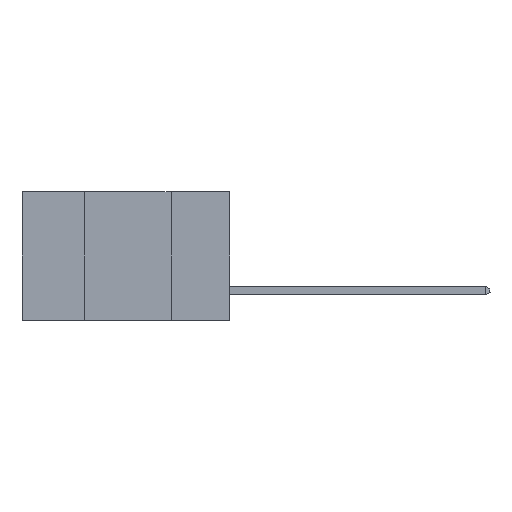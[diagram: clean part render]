
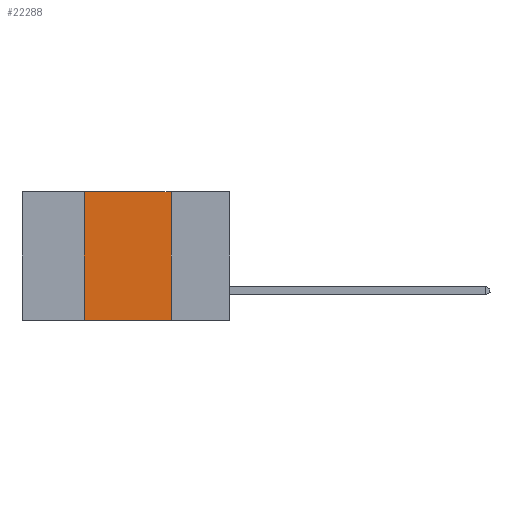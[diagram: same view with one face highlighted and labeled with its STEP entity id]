
A CAD part, left-side view. The second image highlights one B-rep face of the part: STEP entity #22288.
In plain terms, the highlighted planar face has unit normal (-1, 0, 0).
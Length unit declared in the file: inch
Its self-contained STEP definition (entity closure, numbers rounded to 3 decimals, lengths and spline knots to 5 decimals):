
#488 = CARTESIAN_POINT ( 'NONE',  ( 0., 0.6, 0. ) ) ;
#566 = DIRECTION ( 'NONE',  ( 0., 0., -1. ) ) ;
#1224 = LINE ( 'NONE', #17508, #16609 ) ;
#2794 = EDGE_CURVE ( 'NONE', #11315, #17809, #12884, .T. ) ;
#2943 = VECTOR ( 'NONE', #21057, 39.37008 ) ;
#3149 = LINE ( 'NONE', #11891, #12501 ) ;
#3158 = ORIENTED_EDGE ( 'NONE', *, *, #2794, .F. ) ;
#4317 = VERTEX_POINT ( 'NONE', #4746 ) ;
#4746 = CARTESIAN_POINT ( 'NONE',  ( 0., 0.17, -0.37 ) ) ;
#5813 = DIRECTION ( 'NONE',  ( 1., 0., 0. ) ) ;
#5912 = ORIENTED_EDGE ( 'NONE', *, *, #10672, .F. ) ;
#6802 = LINE ( 'NONE', #13575, #2943 ) ;
#6833 = DIRECTION ( 'NONE',  ( 0., 0., -1. ) ) ;
#7521 = CARTESIAN_POINT ( 'NONE',  ( 0., 0.6, 0. ) ) ;
#8659 = VERTEX_POINT ( 'NONE', #18266 ) ;
#8693 = EDGE_CURVE ( 'NONE', #8659, #11315, #6802, .T. ) ;
#8861 = CARTESIAN_POINT ( 'NONE',  ( 0., 0.42, 0. ) ) ;
#10213 = EDGE_CURVE ( 'NONE', #8659, #4317, #1224, .T. ) ;
#10672 = EDGE_CURVE ( 'NONE', #17809, #4317, #3149, .T. ) ;
#11098 = PLANE ( 'NONE',  #12203 ) ;
#11249 = ORIENTED_EDGE ( 'NONE', *, *, #10213, .T. ) ;
#11315 = VERTEX_POINT ( 'NONE', #8861 ) ;
#11891 = CARTESIAN_POINT ( 'NONE',  ( 0., 0.17, 0. ) ) ;
#12203 = AXIS2_PLACEMENT_3D ( 'NONE', #488, #5813, #566 ) ;
#12501 = VECTOR ( 'NONE', #6833, 39.37008 ) ;
#12884 = LINE ( 'NONE', #7521, #20511 ) ;
#13575 = CARTESIAN_POINT ( 'NONE',  ( 0., 0.42, 0. ) ) ;
#14665 = FACE_OUTER_BOUND ( 'NONE', #21491, .T. ) ;
#15549 = DIRECTION ( 'NONE',  ( 0., -1., 0. ) ) ;
#16609 = VECTOR ( 'NONE', #15549, 39.37008 ) ;
#17148 = ORIENTED_EDGE ( 'NONE', *, *, #8693, .F. ) ;
#17508 = CARTESIAN_POINT ( 'NONE',  ( 0., 0.6, -0.37 ) ) ;
#17809 = VERTEX_POINT ( 'NONE', #20615 ) ;
#18266 = CARTESIAN_POINT ( 'NONE',  ( 0., 0.42, -0.37 ) ) ;
#19898 = DIRECTION ( 'NONE',  ( 0., -1., 0. ) ) ;
#20511 = VECTOR ( 'NONE', #19898, 39.37008 ) ;
#20615 = CARTESIAN_POINT ( 'NONE',  ( 0., 0.17, 0. ) ) ;
#21057 = DIRECTION ( 'NONE',  ( 0., 0., 1. ) ) ;
#21491 = EDGE_LOOP ( 'NONE', ( #5912, #3158, #17148, #11249 ) ) ;
#22288 = ADVANCED_FACE ( 'NONE', ( #14665 ), #11098, .F. ) ;
